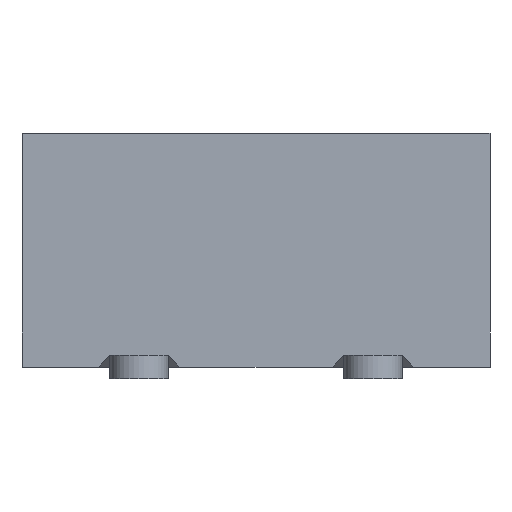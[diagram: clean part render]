
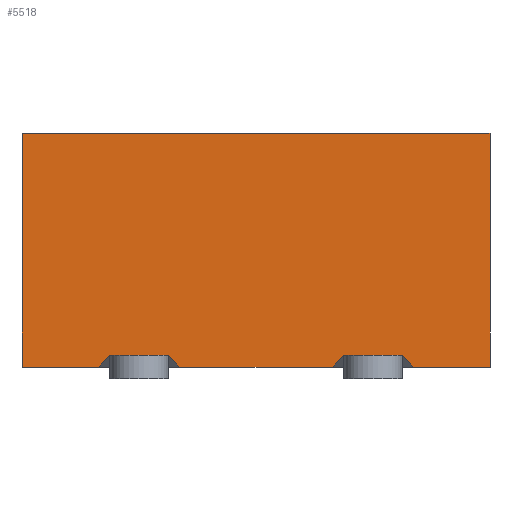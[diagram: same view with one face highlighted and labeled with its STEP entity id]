
A CAD part, left-side view. The second image highlights one B-rep face of the part: STEP entity #5518.
In plain terms, the highlighted face is planar.
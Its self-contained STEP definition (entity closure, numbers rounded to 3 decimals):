
#184=PLANE('',#6056);
#1986=ORIENTED_EDGE('',*,*,#2793,.F.);
#1987=ORIENTED_EDGE('',*,*,#2787,.T.);
#1988=ORIENTED_EDGE('',*,*,#2882,.F.);
#1989=ORIENTED_EDGE('',*,*,#2856,.T.);
#1990=ORIENTED_EDGE('',*,*,#2861,.F.);
#1991=ORIENTED_EDGE('',*,*,#2855,.T.);
#1992=ORIENTED_EDGE('',*,*,#2883,.F.);
#1993=ORIENTED_EDGE('',*,*,#2884,.F.);
#1994=ORIENTED_EDGE('',*,*,#2885,.F.);
#1995=ORIENTED_EDGE('',*,*,#2886,.F.);
#1996=ORIENTED_EDGE('',*,*,#2887,.F.);
#1997=ORIENTED_EDGE('',*,*,#2788,.T.);
#2787=EDGE_CURVE('',#3341,#3342,#3843,.T.);
#2788=EDGE_CURVE('',#3343,#3344,#3844,.T.);
#2793=EDGE_CURVE('',#3341,#3344,#3849,.T.);
#2855=EDGE_CURVE('',#3385,#3386,#3911,.T.);
#2856=EDGE_CURVE('',#3387,#3388,#3912,.T.);
#2861=EDGE_CURVE('',#3385,#3388,#3917,.T.);
#2882=EDGE_CURVE('',#3387,#3342,#3938,.T.);
#2883=EDGE_CURVE('',#3402,#3386,#3939,.T.);
#2884=EDGE_CURVE('',#3403,#3402,#3940,.T.);
#2885=EDGE_CURVE('',#3404,#3403,#3941,.T.);
#2886=EDGE_CURVE('',#3405,#3404,#3942,.T.);
#2887=EDGE_CURVE('',#3343,#3405,#3943,.T.);
#3341=VERTEX_POINT('',#9291);
#3342=VERTEX_POINT('',#9294);
#3343=VERTEX_POINT('',#9298);
#3344=VERTEX_POINT('',#9299);
#3385=VERTEX_POINT('',#9425);
#3386=VERTEX_POINT('',#9428);
#3387=VERTEX_POINT('',#9432);
#3388=VERTEX_POINT('',#9433);
#3402=VERTEX_POINT('',#9483);
#3403=VERTEX_POINT('',#9485);
#3404=VERTEX_POINT('',#9487);
#3405=VERTEX_POINT('',#9489);
#3843=LINE('',#9295,#4387);
#3844=LINE('',#9297,#4388);
#3849=LINE('',#9306,#4393);
#3911=LINE('',#9429,#4455);
#3912=LINE('',#9431,#4456);
#3917=LINE('',#9440,#4461);
#3938=LINE('',#9481,#4482);
#3939=LINE('',#9482,#4483);
#3940=LINE('',#9484,#4484);
#3941=LINE('',#9486,#4485);
#3942=LINE('',#9488,#4486);
#3943=LINE('',#9490,#4487);
#4387=VECTOR('',#7392,1000.);
#4388=VECTOR('',#7395,1000.);
#4393=VECTOR('',#7402,1000.);
#4455=VECTOR('',#7504,1000.);
#4456=VECTOR('',#7507,1000.);
#4461=VECTOR('',#7514,1000.);
#4482=VECTOR('',#7551,1000.);
#4483=VECTOR('',#7552,1000.);
#4484=VECTOR('',#7553,1000.);
#4485=VECTOR('',#7554,1000.);
#4486=VECTOR('',#7555,1000.);
#4487=VECTOR('',#7556,1000.);
#4790=EDGE_LOOP('',(#1986,#1987,#1988,#1989,#1990,#1991,#1992,#1993,#1994,
#1995,#1996,#1997));
#5096=FACE_BOUND('',#4790,.T.);
#5518=ADVANCED_FACE('',(#5096),#184,.F.);
#6056=AXIS2_PLACEMENT_3D('',#9480,#7549,#7550);
#7392=DIRECTION('',(-0.707,0.,-0.707));
#7395=DIRECTION('',(-0.707,0.,0.707));
#7402=DIRECTION('',(1.,0.,0.));
#7504=DIRECTION('',(-0.707,0.,-0.707));
#7507=DIRECTION('',(-0.707,0.,0.707));
#7514=DIRECTION('',(1.,0.,0.));
#7549=DIRECTION('',(0.,-1.,0.));
#7550=DIRECTION('',(0.,0.,-1.));
#7551=DIRECTION('',(1.,0.,0.));
#7552=DIRECTION('',(1.,0.,0.));
#7553=DIRECTION('',(0.,0.,-1.));
#7554=DIRECTION('',(-1.,0.,0.));
#7555=DIRECTION('',(0.,0.,1.));
#7556=DIRECTION('',(1.,0.,0.));
#9291=CARTESIAN_POINT('',(0.75,2.,-0.9));
#9294=CARTESIAN_POINT('',(0.65,2.,-1.));
#9295=CARTESIAN_POINT('',(0.75,2.,-0.9));
#9297=CARTESIAN_POINT('',(1.35,2.,-1.));
#9298=CARTESIAN_POINT('',(1.35,2.,-1.));
#9299=CARTESIAN_POINT('',(1.25,2.,-0.9));
#9306=CARTESIAN_POINT('',(0.75,2.,-0.9));
#9425=CARTESIAN_POINT('',(-1.25,2.,-0.9));
#9428=CARTESIAN_POINT('',(-1.35,2.,-1.));
#9429=CARTESIAN_POINT('',(-1.25,2.,-0.9));
#9431=CARTESIAN_POINT('',(-0.65,2.,-1.));
#9432=CARTESIAN_POINT('',(-0.65,2.,-1.));
#9433=CARTESIAN_POINT('',(-0.75,2.,-0.9));
#9440=CARTESIAN_POINT('',(-1.25,2.,-0.9));
#9480=CARTESIAN_POINT('',(0.,2.,0.));
#9481=CARTESIAN_POINT('',(-2.,2.,-1.));
#9482=CARTESIAN_POINT('',(-2.,2.,-1.));
#9483=CARTESIAN_POINT('',(-2.,2.,-1.));
#9484=CARTESIAN_POINT('',(-2.,2.,1.));
#9485=CARTESIAN_POINT('',(-2.,2.,1.));
#9486=CARTESIAN_POINT('',(2.,2.,1.));
#9487=CARTESIAN_POINT('',(2.,2.,1.));
#9488=CARTESIAN_POINT('',(2.,2.,-1.));
#9489=CARTESIAN_POINT('',(2.,2.,-1.));
#9490=CARTESIAN_POINT('',(-2.,2.,-1.));
